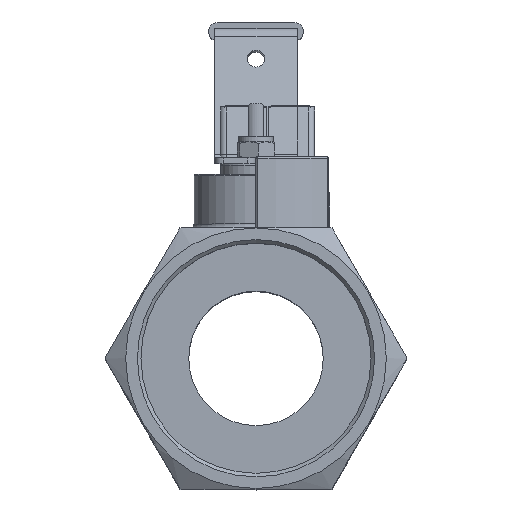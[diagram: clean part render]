
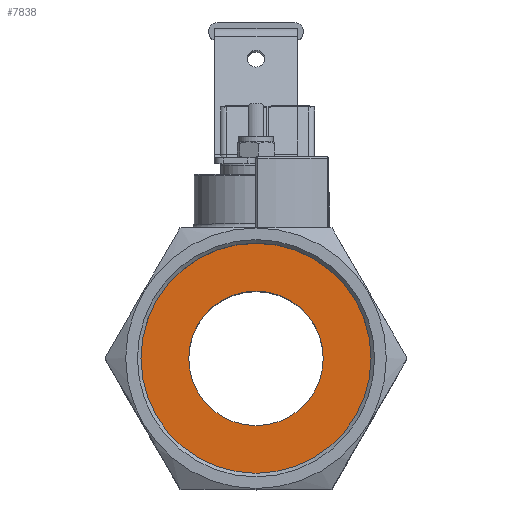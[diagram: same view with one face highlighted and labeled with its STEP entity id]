
A CAD part, top view. The second image highlights one B-rep face of the part: STEP entity #7838.
In plain terms, the highlighted planar face has unit normal (0, 0, 1).
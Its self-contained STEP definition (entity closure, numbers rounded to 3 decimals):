
#62=FACE_BOUND('',#1778,.T.);
#337=PLANE('',#8534);
#1327=FACE_OUTER_BOUND('',#1777,.T.);
#1777=EDGE_LOOP('',(#6343));
#1778=EDGE_LOOP('',(#6344));
#3234=CIRCLE('',#8209,19.);
#3377=CIRCLE('',#8516,32.5);
#3451=VERTEX_POINT('',#10562);
#3791=VERTEX_POINT('',#13392);
#4173=EDGE_CURVE('',#3451,#3451,#3234,.T.);
#4698=EDGE_CURVE('',#3791,#3791,#3377,.T.);
#6343=ORIENTED_EDGE('',*,*,#4698,.F.);
#6344=ORIENTED_EDGE('',*,*,#4173,.T.);
#7838=ADVANCED_FACE('',(#1327,#62),#337,.T.);
#8209=AXIS2_PLACEMENT_3D('',#10563,#8796,#8797);
#8516=AXIS2_PLACEMENT_3D('',#13394,#9618,#9619);
#8534=AXIS2_PLACEMENT_3D('',#13427,#9659,#9660);
#8796=DIRECTION('center_axis',(0.,0.,-1.));
#8797=DIRECTION('ref_axis',(1.,0.,0.));
#9618=DIRECTION('center_axis',(0.,0.,-1.));
#9619=DIRECTION('ref_axis',(1.,0.,0.));
#9659=DIRECTION('center_axis',(0.,0.,1.));
#9660=DIRECTION('ref_axis',(1.,0.,0.));
#10562=CARTESIAN_POINT('',(-19.,0.,39.));
#10563=CARTESIAN_POINT('Origin',(0.,0.,39.));
#13392=CARTESIAN_POINT('',(-32.5,0.,39.));
#13394=CARTESIAN_POINT('Origin',(0.,0.,39.));
#13427=CARTESIAN_POINT('Origin',(0.,0.,39.));
